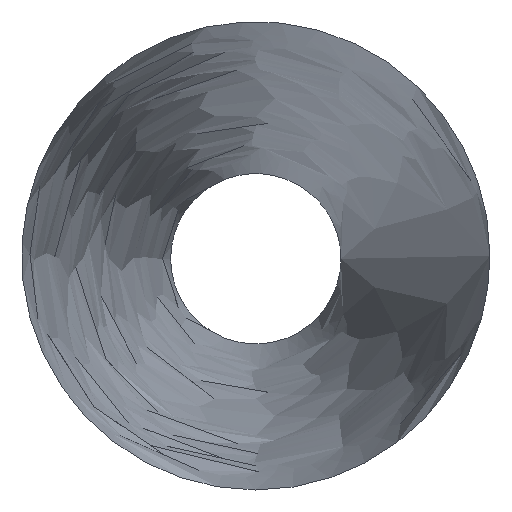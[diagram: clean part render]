
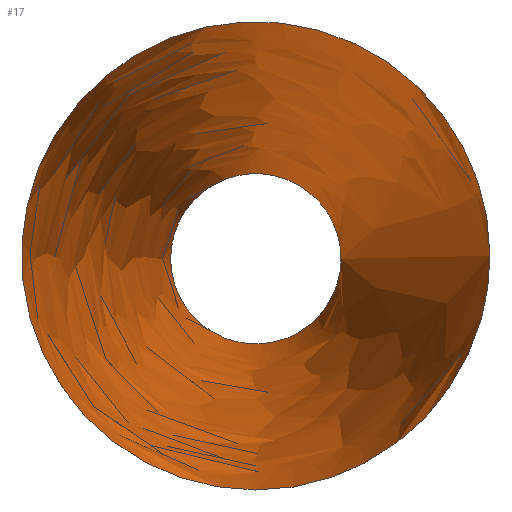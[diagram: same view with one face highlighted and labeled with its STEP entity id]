
A CAD part, top view. The second image highlights one B-rep face of the part: STEP entity #17.
In plain terms, the highlighted free-form (B-spline) face has degree [14, 2] with [15, 3] control points.
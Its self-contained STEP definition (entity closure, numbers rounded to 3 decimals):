
#17 = ADVANCED_FACE('',(#18),#42,.T.);
#18 = FACE_BOUND('',#19,.T.);
#19 = EDGE_LOOP('',(#20,#94,#117,#143));
#20 = ORIENTED_EDGE('',*,*,#21,.T.);
#21 = EDGE_CURVE('',#22,#22,#24,.T.);
#22 = VERTEX_POINT('',#23);
#23 = CARTESIAN_POINT('',(10.,0.,0.));
#24 = SURFACE_CURVE('',#25,(#41),.PCURVE_S1.);
#25 = B_SPLINE_CURVE_WITH_KNOTS('',14,(#26,#27,#28,#29,#30,#31,#32,#33,
    #34,#35,#36,#37,#38,#39,#40),.UNSPECIFIED.,.T.,.F.,(15,15),(0.,1.),
  .PIECEWISE_BEZIER_KNOTS.);
#26 = CARTESIAN_POINT('',(10.,0.,0.));
#27 = CARTESIAN_POINT('',(10.,4.488,0.));
#28 = CARTESIAN_POINT('',(7.831,8.976,0.));
#29 = CARTESIAN_POINT('',(3.493,12.328,0.));
#30 = CARTESIAN_POINT('',(-2.366,13.409,0.));
#31 = CARTESIAN_POINT('',(-8.448,11.49,0.));
#32 = CARTESIAN_POINT('',(-13.09,6.659,0.));
#33 = CARTESIAN_POINT('',(-14.838,0.,0.));
#34 = CARTESIAN_POINT('',(-13.09,-6.659,0.));
#35 = CARTESIAN_POINT('',(-8.448,-11.49,0.));
#36 = CARTESIAN_POINT('',(-2.366,-13.409,0.));
#37 = CARTESIAN_POINT('',(3.493,-12.328,0.));
#38 = CARTESIAN_POINT('',(7.831,-8.976,0.));
#39 = CARTESIAN_POINT('',(10.,-4.488,0.));
#40 = CARTESIAN_POINT('',(10.,0.,0.));
#41 = PCURVE('',#42,#88);
#42 = B_SPLINE_SURFACE_WITH_KNOTS('',14,2,(
    (#43,#44,#45)
    ,(#46,#47,#48)
    ,(#49,#50,#51)
    ,(#52,#53,#54)
    ,(#55,#56,#57)
    ,(#58,#59,#60)
    ,(#61,#62,#63)
    ,(#64,#65,#66)
    ,(#67,#68,#69)
    ,(#70,#71,#72)
    ,(#73,#74,#75)
    ,(#76,#77,#78)
    ,(#79,#80,#81)
    ,(#82,#83,#84)
    ,(#85,#86,#87
    )),.UNSPECIFIED.,.T.,.F.,.F.,(15,15),(3,3),(0.,1.),(0.,1.),
  .PIECEWISE_BEZIER_KNOTS.);
#43 = CARTESIAN_POINT('',(10.,0.,0.));
#44 = CARTESIAN_POINT('',(18.749,0.,100.));
#45 = CARTESIAN_POINT('',(27.498,0.,200.));
#46 = CARTESIAN_POINT('',(10.,4.488,0.));
#47 = CARTESIAN_POINT('',(18.749,8.414,100.
    ));
#48 = CARTESIAN_POINT('',(27.498,12.341,
    200.));
#49 = CARTESIAN_POINT('',(7.831,8.976,0.));
#50 = CARTESIAN_POINT('',(14.682,16.829,
    100.));
#51 = CARTESIAN_POINT('',(21.533,24.682,
    200.));
#52 = CARTESIAN_POINT('',(3.493,12.328,0.));
#53 = CARTESIAN_POINT('',(6.548,23.114,100.
    ));
#54 = CARTESIAN_POINT('',(9.604,33.9,200.
    ));
#55 = CARTESIAN_POINT('',(-2.366,13.409,0.));
#56 = CARTESIAN_POINT('',(-4.436,25.14,
    100.));
#57 = CARTESIAN_POINT('',(-6.506,36.872,
    200.));
#58 = CARTESIAN_POINT('',(-8.448,11.49,0.));
#59 = CARTESIAN_POINT('',(-15.839,21.542,100.)
  );
#60 = CARTESIAN_POINT('',(-23.229,31.594,200.
    ));
#61 = CARTESIAN_POINT('',(-13.09,6.659,0.));
#62 = CARTESIAN_POINT('',(-24.543,12.485,
    100.));
#63 = CARTESIAN_POINT('',(-35.996,18.31,
    200.));
#64 = CARTESIAN_POINT('',(-14.838,0.,0.));
#65 = CARTESIAN_POINT('',(-27.82,0.,
    100.));
#66 = CARTESIAN_POINT('',(-40.802,0.,
    200.));
#67 = CARTESIAN_POINT('',(-13.09,-6.659,0.));
#68 = CARTESIAN_POINT('',(-24.543,-12.485,
    100.));
#69 = CARTESIAN_POINT('',(-35.996,-18.31,
    200.));
#70 = CARTESIAN_POINT('',(-8.448,-11.49,0.));
#71 = CARTESIAN_POINT('',(-15.839,-21.542,
    100.));
#72 = CARTESIAN_POINT('',(-23.229,-31.594,
    200.));
#73 = CARTESIAN_POINT('',(-2.366,-13.409,0.));
#74 = CARTESIAN_POINT('',(-4.436,-25.14,
    100.));
#75 = CARTESIAN_POINT('',(-6.506,-36.872,
    200.));
#76 = CARTESIAN_POINT('',(3.493,-12.328,0.));
#77 = CARTESIAN_POINT('',(6.548,-23.114,100.
    ));
#78 = CARTESIAN_POINT('',(9.604,-33.9,200.)
  );
#79 = CARTESIAN_POINT('',(7.831,-8.976,0.));
#80 = CARTESIAN_POINT('',(14.682,-16.829,
    100.));
#81 = CARTESIAN_POINT('',(21.533,-24.682,
    200.));
#82 = CARTESIAN_POINT('',(10.,-4.488,0.));
#83 = CARTESIAN_POINT('',(18.749,-8.414,100.
    ));
#84 = CARTESIAN_POINT('',(27.498,-12.341,
    200.));
#85 = CARTESIAN_POINT('',(10.,0.,0.));
#86 = CARTESIAN_POINT('',(18.749,0.,100.));
#87 = CARTESIAN_POINT('',(27.498,0.,200.));
#88 = DEFINITIONAL_REPRESENTATION('',(#89),#93);
#89 = LINE('',#90,#91);
#90 = CARTESIAN_POINT('',(0.,0.));
#91 = VECTOR('',#92,1.);
#92 = DIRECTION('',(1.,0.));
#93 = ( GEOMETRIC_REPRESENTATION_CONTEXT(2) 
PARAMETRIC_REPRESENTATION_CONTEXT() REPRESENTATION_CONTEXT('2D SPACE',''
  ) );
#94 = ORIENTED_EDGE('',*,*,#95,.T.);
#95 = EDGE_CURVE('',#22,#96,#98,.T.);
#96 = VERTEX_POINT('',#97);
#97 = CARTESIAN_POINT('',(27.498,0.,200.));
#98 = SEAM_CURVE('',#99,(#103,#110),.PCURVE_S1.);
#99 = B_SPLINE_CURVE_WITH_KNOTS('',2,(#100,#101,#102),.UNSPECIFIED.,.F.,
  .F.,(3,3),(0.,1.),.PIECEWISE_BEZIER_KNOTS.);
#100 = CARTESIAN_POINT('',(10.,0.,0.));
#101 = CARTESIAN_POINT('',(18.749,0.,100.));
#102 = CARTESIAN_POINT('',(27.498,0.,200.));
#103 = PCURVE('',#42,#104);
#104 = DEFINITIONAL_REPRESENTATION('',(#105),#109);
#105 = LINE('',#106,#107);
#106 = CARTESIAN_POINT('',(1.,0.));
#107 = VECTOR('',#108,1.);
#108 = DIRECTION('',(0.,1.));
#109 = ( GEOMETRIC_REPRESENTATION_CONTEXT(2) 
PARAMETRIC_REPRESENTATION_CONTEXT() REPRESENTATION_CONTEXT('2D SPACE',''
  ) );
#110 = PCURVE('',#42,#111);
#111 = DEFINITIONAL_REPRESENTATION('',(#112),#116);
#112 = LINE('',#113,#114);
#113 = CARTESIAN_POINT('',(0.,0.));
#114 = VECTOR('',#115,1.);
#115 = DIRECTION('',(0.,1.));
#116 = ( GEOMETRIC_REPRESENTATION_CONTEXT(2) 
PARAMETRIC_REPRESENTATION_CONTEXT() REPRESENTATION_CONTEXT('2D SPACE',''
  ) );
#117 = ORIENTED_EDGE('',*,*,#118,.F.);
#118 = EDGE_CURVE('',#96,#96,#119,.T.);
#119 = SURFACE_CURVE('',#120,(#136),.PCURVE_S1.);
#120 = B_SPLINE_CURVE_WITH_KNOTS('',14,(#121,#122,#123,#124,#125,#126,
    #127,#128,#129,#130,#131,#132,#133,#134,#135),.UNSPECIFIED.,.T.,.F.,
  (15,15),(0.,1.),.PIECEWISE_BEZIER_KNOTS.);
#121 = CARTESIAN_POINT('',(27.498,0.,200.));
#122 = CARTESIAN_POINT('',(27.498,12.341,
    200.));
#123 = CARTESIAN_POINT('',(21.533,24.682,
    200.));
#124 = CARTESIAN_POINT('',(9.604,33.9,
    200.));
#125 = CARTESIAN_POINT('',(-6.506,36.872,
    200.));
#126 = CARTESIAN_POINT('',(-23.229,31.594,
    200.));
#127 = CARTESIAN_POINT('',(-35.996,18.31,
    200.));
#128 = CARTESIAN_POINT('',(-40.802,0.,
    200.));
#129 = CARTESIAN_POINT('',(-35.996,-18.31,
    200.));
#130 = CARTESIAN_POINT('',(-23.229,-31.594,
    200.));
#131 = CARTESIAN_POINT('',(-6.506,-36.872,
    200.));
#132 = CARTESIAN_POINT('',(9.604,-33.9,200.
    ));
#133 = CARTESIAN_POINT('',(21.533,-24.682,
    200.));
#134 = CARTESIAN_POINT('',(27.498,-12.341,
    200.));
#135 = CARTESIAN_POINT('',(27.498,0.,200.));
#136 = PCURVE('',#42,#137);
#137 = DEFINITIONAL_REPRESENTATION('',(#138),#142);
#138 = LINE('',#139,#140);
#139 = CARTESIAN_POINT('',(0.,1.));
#140 = VECTOR('',#141,1.);
#141 = DIRECTION('',(1.,0.));
#142 = ( GEOMETRIC_REPRESENTATION_CONTEXT(2) 
PARAMETRIC_REPRESENTATION_CONTEXT() REPRESENTATION_CONTEXT('2D SPACE',''
  ) );
#143 = ORIENTED_EDGE('',*,*,#95,.F.);
